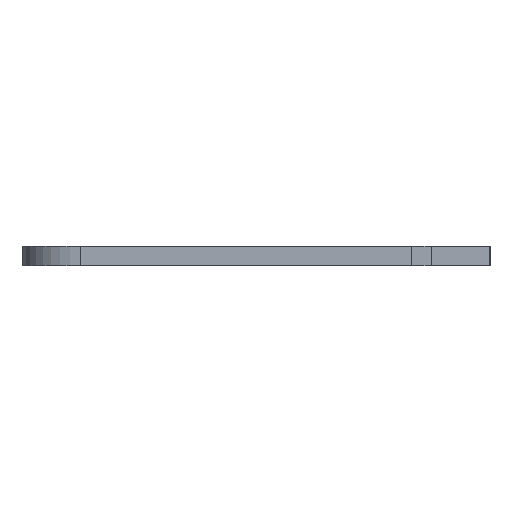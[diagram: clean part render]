
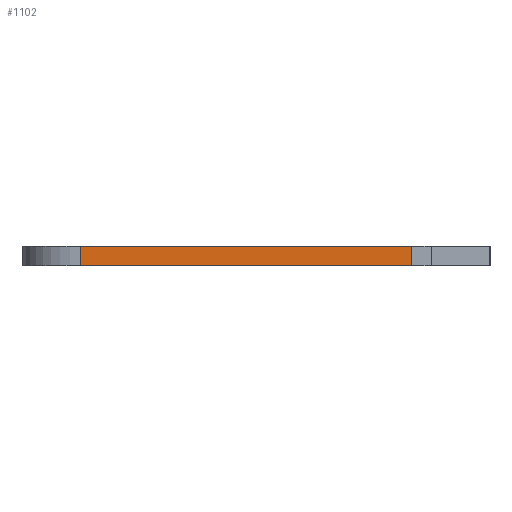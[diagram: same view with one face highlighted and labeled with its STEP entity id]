
A CAD part, left-side view. The second image highlights one B-rep face of the part: STEP entity #1102.
In plain terms, the highlighted planar face has unit normal (-1, 0, 0).
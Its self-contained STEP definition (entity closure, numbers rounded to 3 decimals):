
#16 = LINE ( 'NONE', #436, #1180 ) ;
#50 = EDGE_CURVE ( 'NONE', #547, #1101, #156, .T. ) ;
#70 = DIRECTION ( 'NONE',  ( -1., 0., 0. ) ) ;
#73 = EDGE_LOOP ( 'NONE', ( #366, #159, #522, #387 ) ) ;
#92 = CARTESIAN_POINT ( 'NONE',  ( 0., 0., 0. ) ) ;
#107 = DIRECTION ( 'NONE',  ( 0., 0., 1. ) ) ;
#156 = LINE ( 'NONE', #707, #1535 ) ;
#159 = ORIENTED_EDGE ( 'NONE', *, *, #1205, .F. ) ;
#165 = VERTEX_POINT ( 'NONE', #1127 ) ;
#216 = CARTESIAN_POINT ( 'NONE',  ( 0., 85., 0. ) ) ;
#366 = ORIENTED_EDGE ( 'NONE', *, *, #571, .F. ) ;
#368 = CARTESIAN_POINT ( 'NONE',  ( 0., 0., 5. ) ) ;
#387 = ORIENTED_EDGE ( 'NONE', *, *, #50, .T. ) ;
#436 = CARTESIAN_POINT ( 'NONE',  ( 0., 0., 5. ) ) ;
#478 = CARTESIAN_POINT ( 'NONE',  ( 0., 0., 0. ) ) ;
#487 = DIRECTION ( 'NONE',  ( 0., 0., -1. ) ) ;
#522 = ORIENTED_EDGE ( 'NONE', *, *, #917, .T. ) ;
#547 = VERTEX_POINT ( 'NONE', #1353 ) ;
#571 = EDGE_CURVE ( 'NONE', #1105, #1101, #640, .T. ) ;
#640 = LINE ( 'NONE', #92, #1789 ) ;
#707 = CARTESIAN_POINT ( 'NONE',  ( 0., 85., 5. ) ) ;
#792 = AXIS2_PLACEMENT_3D ( 'NONE', #1490, #70, #107 ) ;
#827 = DIRECTION ( 'NONE',  ( 0., 1., 0. ) ) ;
#917 = EDGE_CURVE ( 'NONE', #165, #547, #16, .T. ) ;
#925 = FACE_OUTER_BOUND ( 'NONE', #73, .T. ) ;
#933 = PLANE ( 'NONE',  #792 ) ;
#1053 = LINE ( 'NONE', #368, #1793 ) ;
#1101 = VERTEX_POINT ( 'NONE', #216 ) ;
#1102 = ADVANCED_FACE ( 'NONE', ( #925 ), #933, .T. ) ;
#1105 = VERTEX_POINT ( 'NONE', #478 ) ;
#1127 = CARTESIAN_POINT ( 'NONE',  ( 0., 0., 5. ) ) ;
#1180 = VECTOR ( 'NONE', #827, 1000. ) ;
#1205 = EDGE_CURVE ( 'NONE', #165, #1105, #1053, .T. ) ;
#1270 = DIRECTION ( 'NONE',  ( 0., 0., -1. ) ) ;
#1353 = CARTESIAN_POINT ( 'NONE',  ( 0., 85., 5. ) ) ;
#1373 = DIRECTION ( 'NONE',  ( 0., 1., 0. ) ) ;
#1490 = CARTESIAN_POINT ( 'NONE',  ( 0., 0., 5. ) ) ;
#1535 = VECTOR ( 'NONE', #1270, 1000. ) ;
#1789 = VECTOR ( 'NONE', #1373, 1000. ) ;
#1793 = VECTOR ( 'NONE', #487, 1000. ) ;
